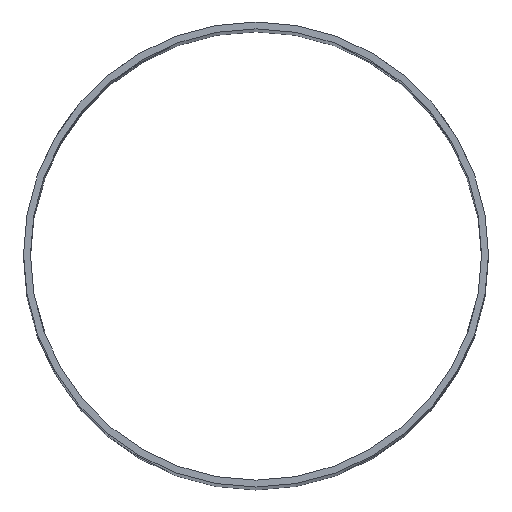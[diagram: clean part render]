
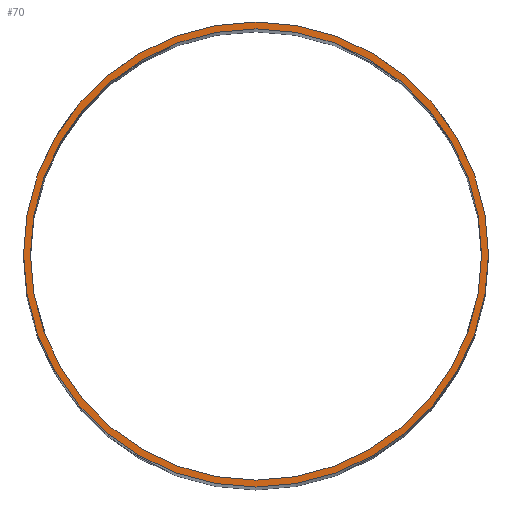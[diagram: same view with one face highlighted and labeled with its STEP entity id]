
A CAD part, top view. The second image highlights one B-rep face of the part: STEP entity #70.
In plain terms, the highlighted planar face has unit normal (0, 0, 1).
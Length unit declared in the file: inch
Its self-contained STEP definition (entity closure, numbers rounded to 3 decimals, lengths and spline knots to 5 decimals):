
#50=PLANE('',#597);
#70=ADVANCED_FACE('',(#150,#151),#50,.T.);
#150=FACE_BOUND('',#198,.T.);
#151=FACE_BOUND('',#199,.T.);
#198=EDGE_LOOP('',(#350));
#199=EDGE_LOOP('',(#351));
#350=ORIENTED_EDGE('',*,*,#498,.T.);
#351=ORIENTED_EDGE('',*,*,#524,.F.);
#446=VERTEX_POINT('',#779);
#472=VERTEX_POINT('',#1516);
#498=EDGE_CURVE('',#446,#446,#560,.T.);
#524=EDGE_CURVE('',#472,#472,#568,.T.);
#560=CIRCLE('',#581,2.999);
#568=CIRCLE('',#590,2.91);
#581=AXIS2_PLACEMENT_3D('',#778,#643,#644);
#590=AXIS2_PLACEMENT_3D('',#1515,#667,#668);
#597=AXIS2_PLACEMENT_3D('',#1772,#685,#686);
#643=DIRECTION('',(0.,0.,1.));
#644=DIRECTION('',(1.,0.,0.));
#667=DIRECTION('',(0.,0.,1.));
#668=DIRECTION('',(1.,0.,0.));
#685=DIRECTION('',(0.,0.,1.));
#686=DIRECTION('',(1.,0.,0.));
#778=CARTESIAN_POINT('',(0.,0.,22.));
#779=CARTESIAN_POINT('',(2.999,0.,22.));
#1515=CARTESIAN_POINT('',(0.,0.,22.));
#1516=CARTESIAN_POINT('',(2.91,0.,22.));
#1772=CARTESIAN_POINT('',(0.,0.,22.));
